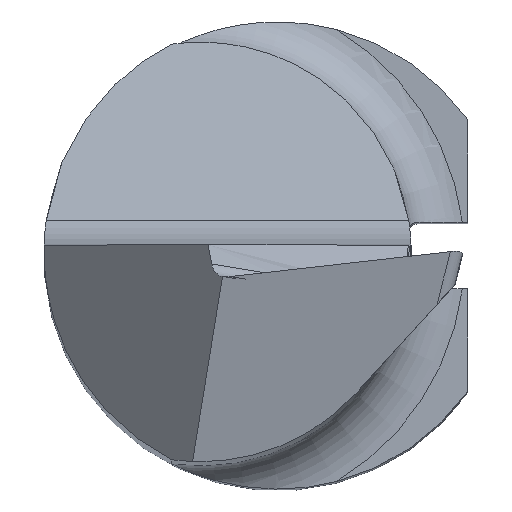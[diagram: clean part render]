
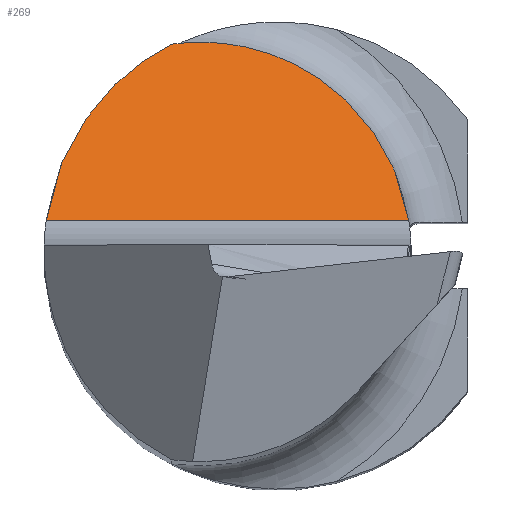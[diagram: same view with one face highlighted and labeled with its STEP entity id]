
A CAD part, top view. The second image highlights one B-rep face of the part: STEP entity #269.
In plain terms, the highlighted planar face has unit normal (0, 0.766, 0.643).
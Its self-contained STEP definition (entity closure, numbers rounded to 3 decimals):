
#97 = VECTOR ( 'NONE', #772, 1000. ) ;
#112 = EDGE_LOOP ( 'NONE', ( #1036, #190, #374 ) ) ;
#169 = CARTESIAN_POINT ( 'NONE',  ( 1.964, 0.474, 44.552 ) ) ;
#186 = CARTESIAN_POINT ( 'NONE',  ( -3.5, 0.474, 44.552 ) ) ;
#190 = ORIENTED_EDGE ( 'NONE', *, *, #612, .T. ) ;
#263 = CARTESIAN_POINT ( 'NONE',  ( -1.587, 3.12, 41.399 ) ) ;
#269 = ADVANCED_FACE ( 'NONE', ( #1189 ), #639, .F. ) ;
#283 = VERTEX_POINT ( 'NONE', #263 ) ;
#331 = CARTESIAN_POINT ( 'NONE',  ( -3.309, 1.634, 43.169 ) ) ;
#335 = CARTESIAN_POINT ( 'NONE',  ( -1.587, 3.12, 41.399 ) ) ;
#364 = VERTEX_POINT ( 'NONE', #377 ) ;
#374 = ORIENTED_EDGE ( 'NONE', *, *, #545, .F. ) ;
#377 = CARTESIAN_POINT ( 'NONE',  ( -3.468, 0.474, 44.552 ) ) ;
#390 = VERTEX_POINT ( 'NONE', #1014 ) ;
#480 =( BOUNDED_CURVE ( )  B_SPLINE_CURVE ( 3, ( #169, #817, #719, #626 ),
 .UNSPECIFIED., .F., .T. ) 
 B_SPLINE_CURVE_WITH_KNOTS ( ( 4, 4 ),
 ( 4.864, 6.422 ),
 .UNSPECIFIED. ) 
 CURVE ( )  GEOMETRIC_REPRESENTATION_ITEM ( )  RATIONAL_B_SPLINE_CURVE ( ( 1., 0.808, 0.808, 1. ) ) 
 REPRESENTATION_ITEM ( '' )  );
#545 = EDGE_CURVE ( 'NONE', #364, #283, #646, .T. ) ;
#612 = EDGE_CURVE ( 'NONE', #390, #283, #480, .T. ) ;
#626 = CARTESIAN_POINT ( 'NONE',  ( -1.587, 3.12, 41.399 ) ) ;
#627 = AXIS2_PLACEMENT_3D ( 'NONE', #186, #1097, #809 ) ;
#639 = PLANE ( 'NONE',  #627 ) ;
#646 =( BOUNDED_CURVE ( )  B_SPLINE_CURVE ( 3, ( #880, #331, #693, #335 ),
 .UNSPECIFIED., .F., .F. ) 
 B_SPLINE_CURVE_WITH_KNOTS ( ( 4, 4 ),
 ( 4.848, 5.813 ),
 .UNSPECIFIED. ) 
 CURVE ( )  GEOMETRIC_REPRESENTATION_ITEM ( )  RATIONAL_B_SPLINE_CURVE ( ( 1., 0.924, 0.924, 1. ) ) 
 REPRESENTATION_ITEM ( '' )  );
#693 = CARTESIAN_POINT ( 'NONE',  ( -2.631, 2.589, 42.032 ) ) ;
#719 = CARTESIAN_POINT ( 'NONE',  ( 0.223, 3.373, 41.097 ) ) ;
#772 = DIRECTION ( 'NONE',  ( 1., 0., 0. ) ) ;
#809 = DIRECTION ( 'NONE',  ( 0., 0.643, -0.766 ) ) ;
#817 = CARTESIAN_POINT ( 'NONE',  ( 1.689, 2.281, 42.398 ) ) ;
#880 = CARTESIAN_POINT ( 'NONE',  ( -3.468, 0.474, 44.552 ) ) ;
#945 = CARTESIAN_POINT ( 'NONE',  ( -3.5, 0.474, 44.552 ) ) ;
#1014 = CARTESIAN_POINT ( 'NONE',  ( 1.964, 0.474, 44.552 ) ) ;
#1036 = ORIENTED_EDGE ( 'NONE', *, *, #1115, .T. ) ;
#1037 = LINE ( 'NONE', #945, #97 ) ;
#1097 = DIRECTION ( 'NONE',  ( 0., -0.766, -0.643 ) ) ;
#1115 = EDGE_CURVE ( 'NONE', #364, #390, #1037, .T. ) ;
#1189 = FACE_OUTER_BOUND ( 'NONE', #112, .T. ) ;
